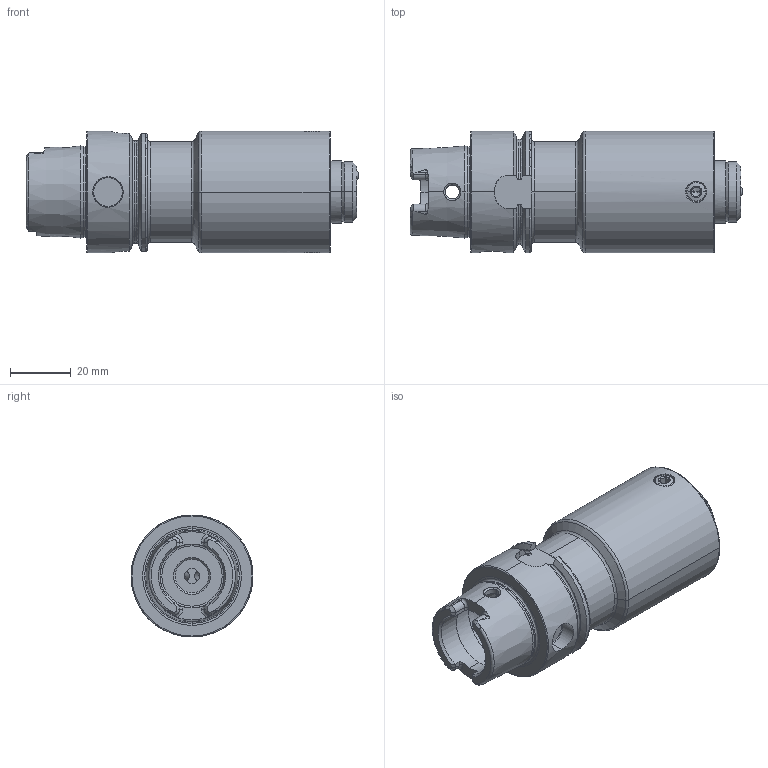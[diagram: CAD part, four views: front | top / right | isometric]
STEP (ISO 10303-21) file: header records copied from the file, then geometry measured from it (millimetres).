
FILE_DESCRIPTION (( 'STEP AP214' ), '1' );
FILE_NAME ('HA4.HA4.K01.080.STEP', '2020-09-11T07:20:11', ( '' ), ( '' ), 'SwSTEP 2.0', 'SolidWorks 2017', '' );
FILE_SCHEMA (( 'AUTOMOTIVE_DESIGN' ));
Length unit declared in the file: millimetre
Products named in the file (11): Spindel; Stift; HA4-HA4.K01.080_C_Fertigbearbeitung; Dichtung; DIN 3771 - 12x1.5; ISO 13337 - 3 x 14_Spring Pin ISO 13337 - 3 x 16 - St; GrundkörperHSK40; Backe; HA4-ER2.001.005_A; HA4.HA4.K01.080; HA4-ER1.001.000
Assembly tree (12 placements, depth 3):
  HA4.HA4.K01.080
    HA4-HA4.K01.080_C_Fertigbearbeitung
    HA4-ER1.001.000
      GrundkörperHSK40
      DIN 3771 - 12x1.5
      Dichtung
      Backe  x2
      Spindel
      Stift
    HA4-ER2.001.005_A  x2
    ISO 13337 - 3 x 14_Spring Pin ISO 13337 - 3 x 16 - St
Bounding box: 108.95 x 40 x 40 mm (x, y, z)
Volume: 84387.7 mm3; surface area: 29997.8 mm2
Topology: 11 solids, 11 shells, 464 faces, 1155 edges, 716 vertices
Faces by surface type: cylinder 152, plane 150, cone 85, torus 69, bspline 8
Entity records: 16327 total; most frequent: CARTESIAN_POINT 4338, DIRECTION 2191, ORIENTED_EDGE 2110, EDGE_CURVE 1055, AXIS2_PLACEMENT_3D 892, VERTEX_POINT 661, CIRCLE 464, EDGE_LOOP 458
